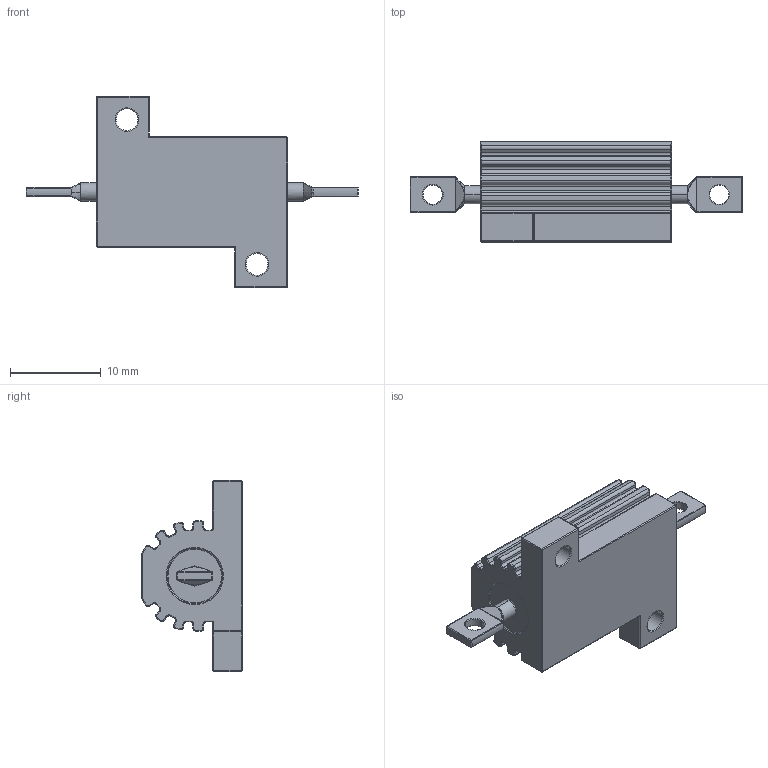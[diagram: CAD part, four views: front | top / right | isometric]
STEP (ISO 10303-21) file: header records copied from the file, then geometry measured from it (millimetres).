
FILE_DESCRIPTION (( 'STEP AP214' ), '1' );
FILE_NAME ('HSA10R10J.STEP', '2022-09-23T03:01:55', ( '' ), ( '' ), 'SwSTEP 2.0', 'SolidWorks 2022', '' );
FILE_SCHEMA (( 'AUTOMOTIVE_DESIGN' ));
Length unit declared in the file: millimetre
Products named in the file (3): HSA10R10J; TE Updated logo-LAPTOP-NQA1DCQ3
Assembly tree (2 placements, depth 2):
  HSA10R10J
    HSA10R10J
    TE Updated logo-LAPTOP-NQA1DCQ3
Bounding box: 36.5 x 11 x 21 mm (x, y, z)
Volume: 2563.4 mm3; surface area: 1693.3 mm2
Topology: 20 solids, 20 shells, 631 faces, 1496 edges, 878 vertices
Faces by surface type: plane 173, cylinder 162, bspline 137, torus 129, sphere 25, cone 5
Entity records: 22069 total; most frequent: CARTESIAN_POINT 6438, ORIENTED_EDGE 2930, DIRECTION 2737, EDGE_CURVE 1465, AXIS2_PLACEMENT_3D 1080, VERTEX_POINT 878, EDGE_LOOP 647, ADVANCED_FACE 631
